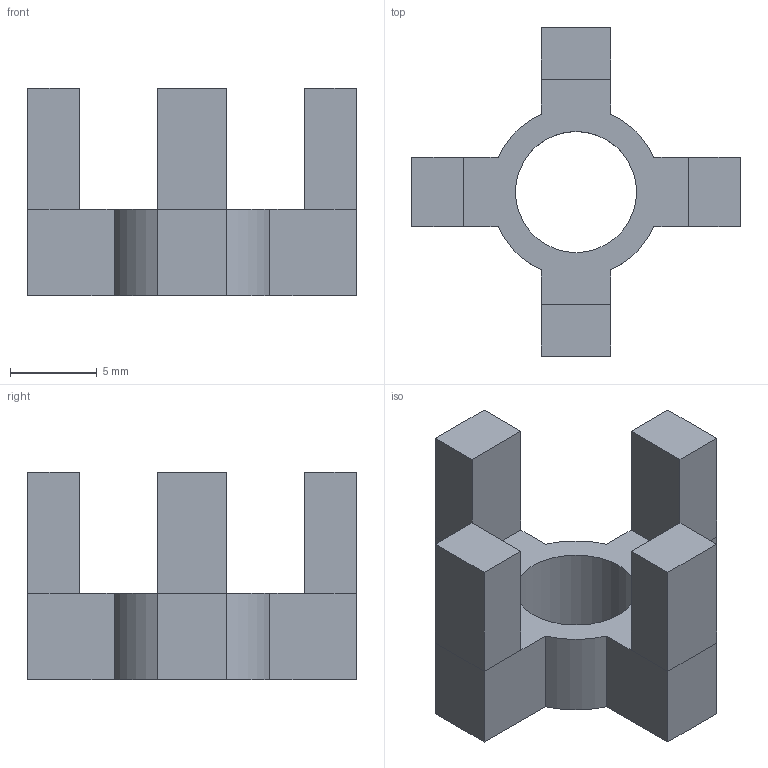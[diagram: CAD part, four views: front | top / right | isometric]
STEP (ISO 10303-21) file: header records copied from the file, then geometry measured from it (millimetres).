
FILE_DESCRIPTION(('FreeCAD Model'),'2;1');
FILE_NAME('Open CASCADE Shape Model','2024-04-20T21:03:00',('Author'),( ''),'Open CASCADE STEP processor 7.6','FreeCAD','Unknown');
FILE_SCHEMA(('AUTOMOTIVE_DESIGN { 1 0 10303 214 1 1 1 1 }'));
Length unit declared in the file: millimetre
Products named in the file (1): Body
Bounding box: 19 x 19 x 12 mm (x, y, z)
Volume: 901.7 mm3; surface area: 1080.5 mm2
Topology: 1 solids, 1 shells, 39 faces, 95 edges, 58 vertices
Faces by surface type: plane 34, cylinder 5
Full cylindrical faces by diameter (mm): 7 x1
Entity records: 1137 total; most frequent: CARTESIAN_POINT 193, ORIENTED_EDGE 190, DIRECTION 185, EDGE_CURVE 95, LINE 85, VECTOR 85, VERTEX_POINT 58, AXIS2_PLACEMENT_3D 50
